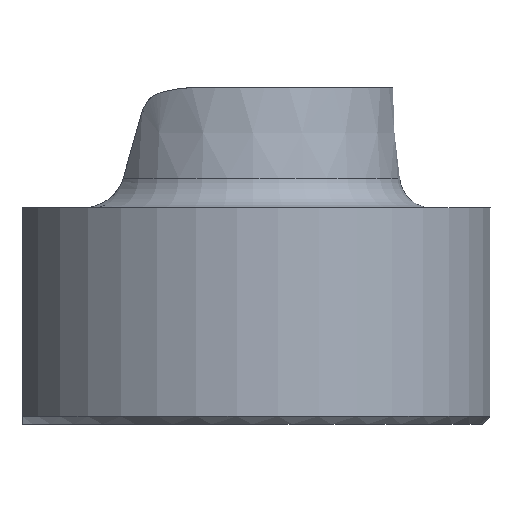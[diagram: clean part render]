
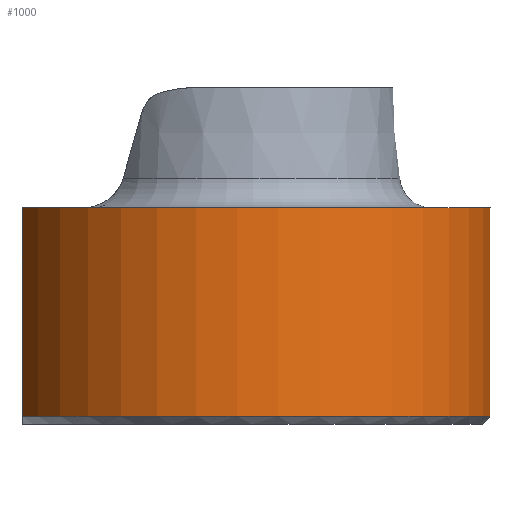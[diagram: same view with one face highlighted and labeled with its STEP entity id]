
A CAD part, left-side view. The second image highlights one B-rep face of the part: STEP entity #1000.
In plain terms, the highlighted cylindrical face has radius 60 mm (diameter 120 mm), a partial arc.
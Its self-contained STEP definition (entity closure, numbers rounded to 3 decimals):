
#14=CARTESIAN_POINT('',(0.,-200.,0.));
#15=DIRECTION('',(0.,0.,1.));
#16=DIRECTION('',(-0.312,0.95,0.));
#17=AXIS2_PLACEMENT_3D('',#14,#15,#16);
#199=CARTESIAN_POINT('',(-18.735,-143.,
-52.));
#201=CARTESIAN_POINT('',(18.735,-143.,-52.));
#207=DIRECTION('',(0.,0.,-1.));
#208=VECTOR('',#207,52.);
#209=CARTESIAN_POINT('',(18.735,-143.,0.));
#210=LINE('',#209,#208);
#228=CARTESIAN_POINT('',(0.,-199.999,
-52.));
#229=DIRECTION('',(0.,0.,1.));
#230=DIRECTION('',(-0.312,0.95,0.));
#231=AXIS2_PLACEMENT_3D('',#228,#229,#230);
#273=DIRECTION('',(0.,0.,-1.));
#274=VECTOR('',#273,52.);
#275=CARTESIAN_POINT('',(-18.735,-143.,0.));
#276=LINE('',#275,#274);
#440=CARTESIAN_POINT('',(-18.735,-143.,0.));
#441=CARTESIAN_POINT('',(18.735,-143.,0.));
#442=VERTEX_POINT('',#440);
#443=VERTEX_POINT('',#441);
#465=VERTEX_POINT('',#199);
#466=VERTEX_POINT('',#201);
#989=CARTESIAN_POINT('',(0.,-200.,0.));
#990=DIRECTION('',(0.,0.,1.));
#991=DIRECTION('',(1.,0.,0.));
#992=AXIS2_PLACEMENT_3D('',#989,#990,#991);
#993=CYLINDRICAL_SURFACE('',#992,60.);
#994=ORIENTED_EDGE('',*,*,#915,.F.);
#995=ORIENTED_EDGE('',*,*,#902,.F.);
#996=ORIENTED_EDGE('',*,*,#516,.T.);
#997=ORIENTED_EDGE('',*,*,#889,.T.);
#998=EDGE_LOOP('',(#994,#995,#996,#997));
#999=FACE_OUTER_BOUND('',#998,.F.);
#1000=ADVANCED_FACE('',(#999),#993,.T.);
#18=CIRCLE('',#17,60.);
#232=CIRCLE('',#231,60.);
#516=EDGE_CURVE('',#442,#443,#18,.T.);
#889=EDGE_CURVE('',#443,#466,#210,.T.);
#902=EDGE_CURVE('',#442,#465,#276,.T.);
#915=EDGE_CURVE('',#465,#466,#232,.T.);
